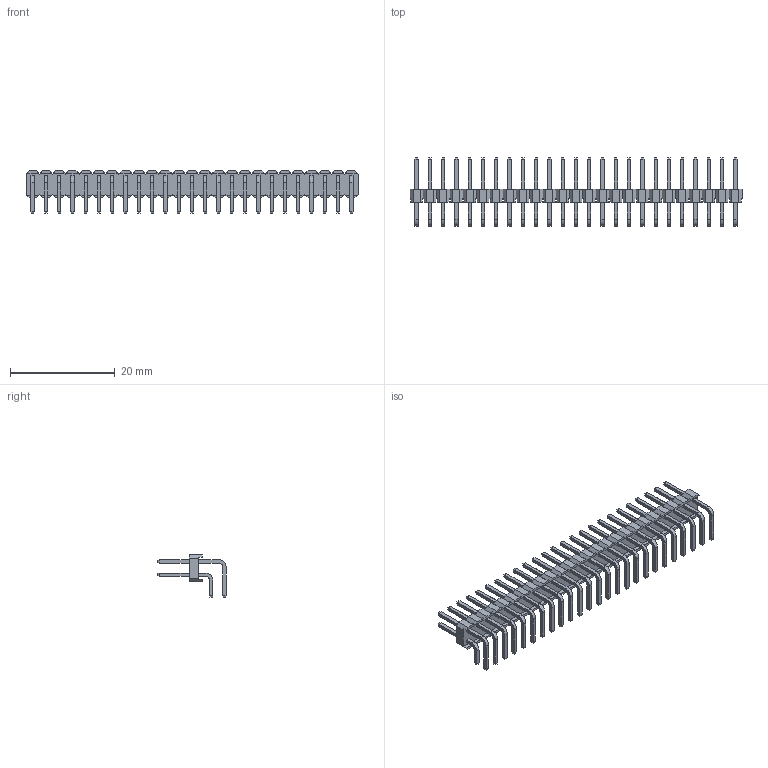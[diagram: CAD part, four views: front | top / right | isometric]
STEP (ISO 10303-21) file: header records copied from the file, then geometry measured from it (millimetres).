
FILE_DESCRIPTION(('STEP AP214'), '1');
FILE_NAME('PLD-R1', '', ('UNSPECIFIED'), ('UNSPECIFIED'), 'ASCON STEP Converter 1.6', 'ASCON Math Kernel', '');
FILE_SCHEMA(('AUTOMOTIVE_DESIGN { 1 0 10303 214 3 1 1}'));
Length unit declared in the file: millimetre
Bounding box: 63.5 x 13.04 x 8.08 mm (x, y, z)
Volume: 872.9 mm3; surface area: 2934.2 mm2
Topology: 1 solids, 1 shells, 1482 faces, 3668 edges, 2312 vertices
Faces by surface type: plane 1382, cylinder 100
Entity records: 54508 total; most frequent: CARTESIAN_POINT 7463, ORIENTED_EDGE 7336, DIRECTION 6834, EDGE_CURVE 3668, LINE 3468, VECTOR 3468, VERTEX_POINT 2312, AXIS2_PLACEMENT_3D 1683
